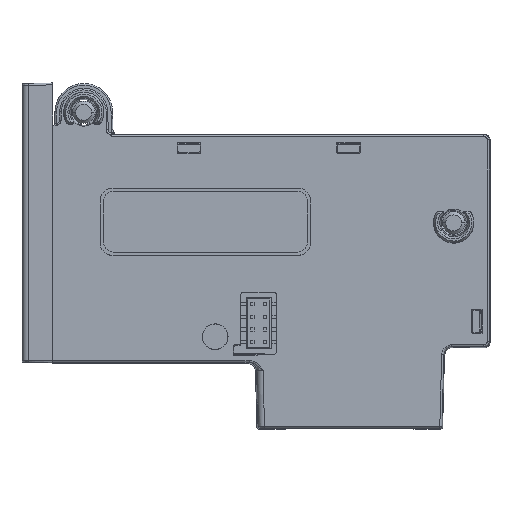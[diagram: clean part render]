
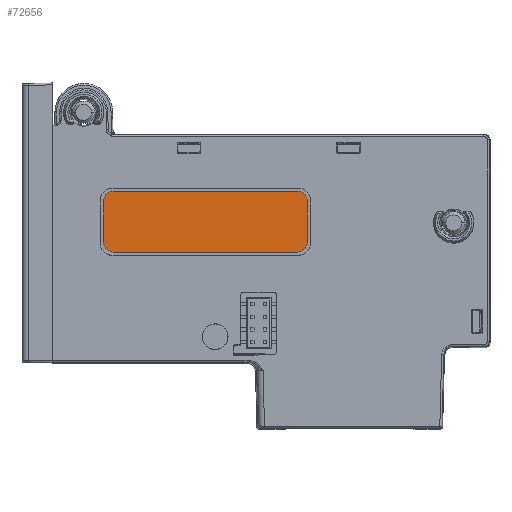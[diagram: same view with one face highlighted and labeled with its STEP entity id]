
A CAD part, front view. The second image highlights one B-rep face of the part: STEP entity #72656.
In plain terms, the highlighted planar face has unit normal (0, -1, 0).
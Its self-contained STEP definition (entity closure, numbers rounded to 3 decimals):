
#72581=CARTESIAN_POINT('',(9.236,-14.489,
14.752));
#72582=DIRECTION('',(0.,1.,0.));
#72583=DIRECTION('',(0.,0.,1.));
#72584=AXIS2_PLACEMENT_3D('',#72581,#72582,#72583);
#72586=DIRECTION('',(0.,0.,-1.));
#72587=VECTOR('',#72586,6.5);
#72588=CARTESIAN_POINT('',(10.736,-14.489,
14.752));
#72589=LINE('',#72588,#72587);
#72590=CARTESIAN_POINT('',(9.236,-14.489,
8.252));
#72591=DIRECTION('',(0.,1.,0.));
#72592=DIRECTION('',(1.,0.,0.));
#72593=AXIS2_PLACEMENT_3D('',#72590,#72591,#72592);
#72595=DIRECTION('',(-1.,0.,0.));
#72596=VECTOR('',#72595,28.75);
#72597=CARTESIAN_POINT('',(9.236,-14.489,
6.752));
#72598=LINE('',#72597,#72596);
#72599=CARTESIAN_POINT('',(-19.514,-14.489,
8.252));
#72600=DIRECTION('',(0.,1.,0.));
#72601=DIRECTION('',(0.,0.,-1.));
#72602=AXIS2_PLACEMENT_3D('',#72599,#72600,#72601);
#72604=DIRECTION('',(0.,0.,1.));
#72605=VECTOR('',#72604,6.5);
#72606=CARTESIAN_POINT('',(-21.014,-14.489,
8.252));
#72607=LINE('',#72606,#72605);
#72608=CARTESIAN_POINT('',(-19.514,-14.489,
14.752));
#72609=DIRECTION('',(0.,1.,0.));
#72610=DIRECTION('',(-1.,0.,0.));
#72611=AXIS2_PLACEMENT_3D('',#72608,#72609,#72610);
#72613=DIRECTION('',(1.,0.,0.));
#72614=VECTOR('',#72613,28.75);
#72615=CARTESIAN_POINT('',(-19.514,-14.489,
16.252));
#72616=LINE('',#72615,#72614);
#72617=CARTESIAN_POINT('',(10.736,-14.489,
14.752));
#72618=CARTESIAN_POINT('',(9.236,-14.489,
16.252));
#72619=VERTEX_POINT('',#72617);
#72620=VERTEX_POINT('',#72618);
#72621=CARTESIAN_POINT('',(9.236,-14.489,
6.752));
#72622=CARTESIAN_POINT('',(10.736,-14.489,
8.252));
#72623=VERTEX_POINT('',#72621);
#72624=VERTEX_POINT('',#72622);
#72625=CARTESIAN_POINT('',(-19.514,-14.489,
16.252));
#72626=CARTESIAN_POINT('',(-21.014,-14.489,
14.752));
#72627=VERTEX_POINT('',#72625);
#72628=VERTEX_POINT('',#72626);
#72629=CARTESIAN_POINT('',(-21.014,-14.489,
8.252));
#72630=CARTESIAN_POINT('',(-19.514,-14.489,
6.752));
#72631=VERTEX_POINT('',#72629);
#72632=VERTEX_POINT('',#72630);
#72633=CARTESIAN_POINT('',(-5.139,-14.489,
11.502));
#72634=DIRECTION('',(0.,-1.,0.));
#72635=DIRECTION('',(1.,0.,0.));
#72636=AXIS2_PLACEMENT_3D('',#72633,#72634,#72635);
#72637=PLANE('',#72636);
#72639=ORIENTED_EDGE('',*,*,#72638,.T.);
#72641=ORIENTED_EDGE('',*,*,#72640,.T.);
#72643=ORIENTED_EDGE('',*,*,#72642,.T.);
#72645=ORIENTED_EDGE('',*,*,#72644,.T.);
#72647=ORIENTED_EDGE('',*,*,#72646,.T.);
#72649=ORIENTED_EDGE('',*,*,#72648,.T.);
#72651=ORIENTED_EDGE('',*,*,#72650,.T.);
#72653=ORIENTED_EDGE('',*,*,#72652,.T.);
#72654=EDGE_LOOP('',(#72639,#72641,#72643,#72645,#72647,#72649,#72651,#72653));
#72655=FACE_OUTER_BOUND('',#72654,.F.);
#72656=ADVANCED_FACE('',(#72655),#72637,.T.);
#72585=CIRCLE('',#72584,1.5);
#72594=CIRCLE('',#72593,1.5);
#72603=CIRCLE('',#72602,1.5);
#72612=CIRCLE('',#72611,1.5);
#72638=EDGE_CURVE('',#72620,#72619,#72585,.T.);
#72640=EDGE_CURVE('',#72619,#72624,#72589,.T.);
#72642=EDGE_CURVE('',#72624,#72623,#72594,.T.);
#72644=EDGE_CURVE('',#72623,#72632,#72598,.T.);
#72646=EDGE_CURVE('',#72632,#72631,#72603,.T.);
#72648=EDGE_CURVE('',#72631,#72628,#72607,.T.);
#72650=EDGE_CURVE('',#72628,#72627,#72612,.T.);
#72652=EDGE_CURVE('',#72627,#72620,#72616,.T.);
